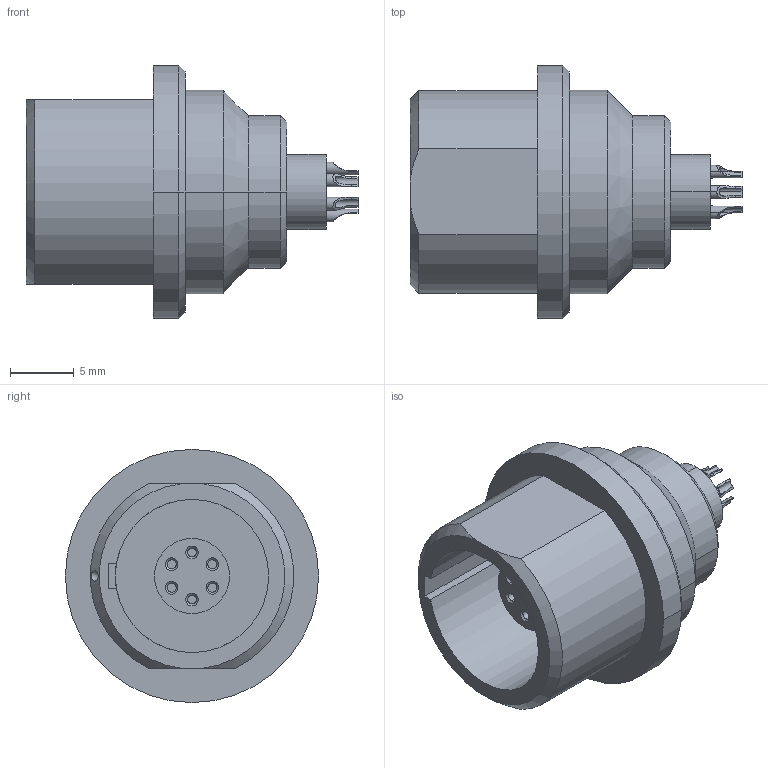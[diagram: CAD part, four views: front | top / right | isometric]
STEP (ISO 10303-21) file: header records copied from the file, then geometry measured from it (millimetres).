
FILE_DESCRIPTION((''),'2;1');
FILE_NAME('G31K0C-P06L','2014-02-05T',('RTrager'),(''),'PRO/ENGINEER BY PARAMETRIC TECHNOLOGY CORPORATION, 2013050','PRO/ENGINEER BY PARAMETRIC TECHNOLOGY CORPORATION, 2013050','');
FILE_SCHEMA(('CONFIG_CONTROL_DESIGN'));
Length unit declared in the file: millimetre
Products named in the file (1): G31K0C-P06L
Bounding box: 26.1 x 19.9 x 19.9 mm (x, y, z)
Volume: 2578.9 mm3; surface area: 2508.9 mm2
Topology: 1 solids, 1 shells, 129 faces, 308 edges, 198 vertices
Faces by surface type: cylinder 62, plane 35, cone 20, torus 6, bspline 5, sphere 1
Entity records: 4719 total; most frequent: CARTESIAN_POINT 1646, DIRECTION 660, ORIENTED_EDGE 612, EDGE_CURVE 306, AXIS2_PLACEMENT_3D 269, VERTEX_POINT 198, EDGE_LOOP 148, CIRCLE 145
